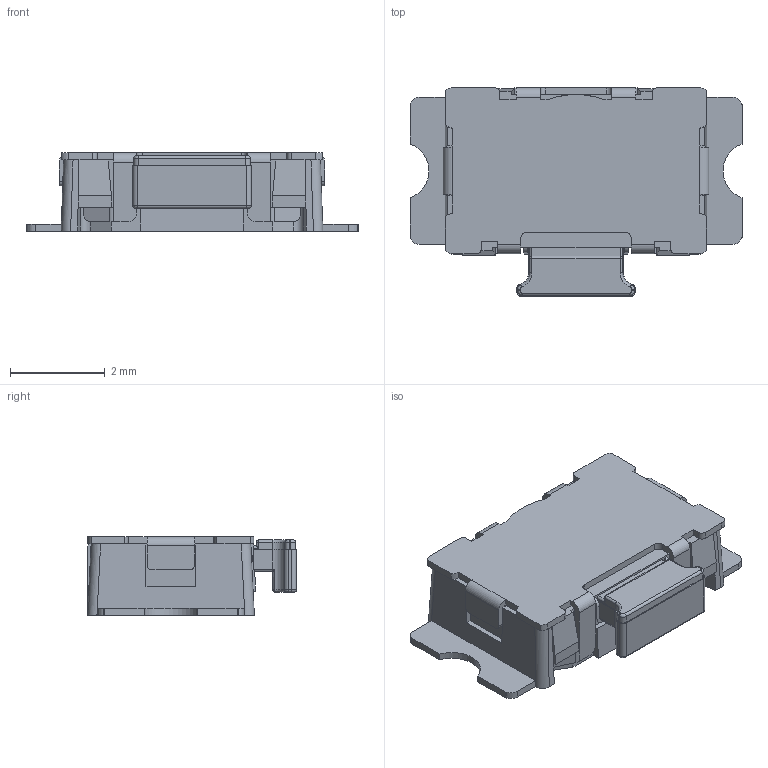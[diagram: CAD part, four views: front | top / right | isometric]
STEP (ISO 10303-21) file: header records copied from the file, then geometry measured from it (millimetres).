
FILE_DESCRIPTION(('FreeCAD Model'),'2;1');
FILE_NAME('1.step','2018-01-23T14:12:52',( 'kicad StepUp'),('ksu MCAD'),'Open CASCADE STEP processor 6.8', 'FreeCAD','Unknown');
FILE_SCHEMA(('AUTOMOTIVE_DESIGN_CC2 { 1 2 10303 214 -1 1 5 4 }'));
Length unit declared in the file: millimetre
Products named in the file (2): ASSEMBLY; 1
Assembly tree (1 placements, depth 2):
  ASSEMBLY
    1
Bounding box: 7 x 4.41 x 1.65 mm (x, y, z)
Volume: 32.3 mm3; surface area: 98 mm2
Topology: 1 solids, 1 shells, 320 faces, 871 edges, 561 vertices
Faces by surface type: plane 203, cylinder 98, bspline 7, torus 7, sphere 4, cone 1
Full cylindrical faces by diameter (mm): 0.7 x4, 0.8 x1
Entity records: 10258 total; most frequent: CARTESIAN_POINT 2033, ORIENTED_EDGE 1742, DIRECTION 1694, EDGE_CURVE 871, LINE 614, VECTOR 614, VERTEX_POINT 561, AXIS2_PLACEMENT_3D 540
